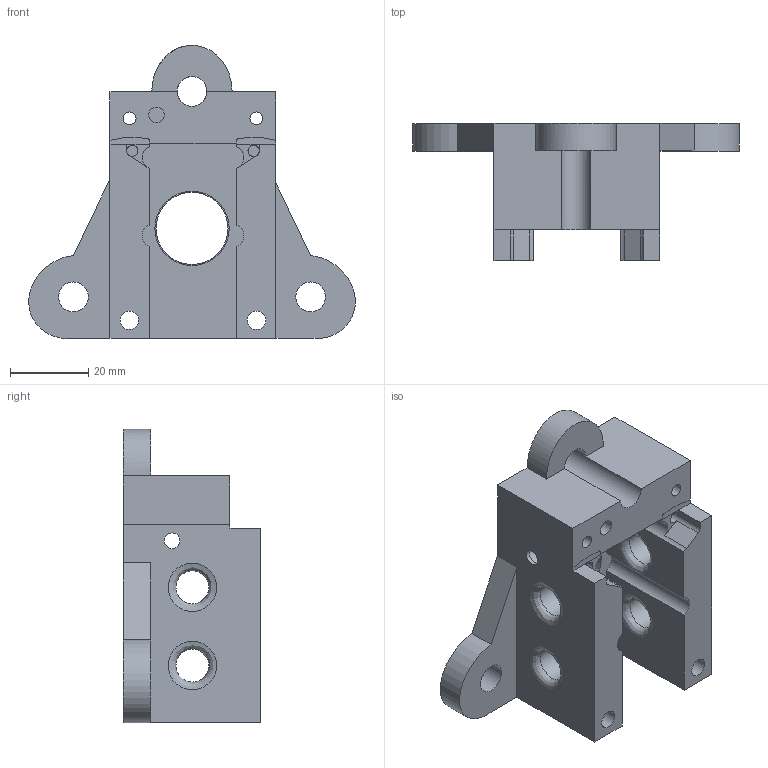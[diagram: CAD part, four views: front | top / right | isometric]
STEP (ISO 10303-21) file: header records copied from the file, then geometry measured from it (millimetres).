
FILE_DESCRIPTION(/* description */ (''),/* implementation_level */ '2;1');
FILE_NAME(/* name */ 'Hot End Plate AlphaV1.step',/* time_stamp */ '2023-04-22T13:03:54-04:00',/* author */ (''),/* organization */ (''),/* preprocessor_version */ 'ST-DEVELOPER v19.2',/* originating_system */ 'Autodesk Translation Framework v12.4.0.73',/* authorisation */ '');
FILE_SCHEMA (('AUTOMOTIVE_DESIGN { 1 0 10303 214 3 1 1 }'));
Length unit declared in the file: millimetre
Products named in the file (1): Hot End Plate V6
Bounding box: 83.43 x 35 x 74.91 mm (x, y, z)
Volume: 56077.1 mm3; surface area: 20620.7 mm2
Topology: 1 solids, 1 shells, 99 faces, 286 edges, 190 vertices
Faces by surface type: plane 54, cylinder 34, bspline 9, torus 2
Full cylindrical faces by diameter (mm): 2.9 x4, 3.3 x2, 4 x3, 4.7 x2, 6 x2, 7 x2, 7.6 x3, 8.4 x4, 18.4 x1, 19 x1
Entity records: 4274 total; most frequent: CARTESIAN_POINT 1544, ORIENTED_EDGE 572, DIRECTION 544, EDGE_CURVE 286, AXIS2_PLACEMENT_3D 191, VERTEX_POINT 190, LINE 162, VECTOR 162
